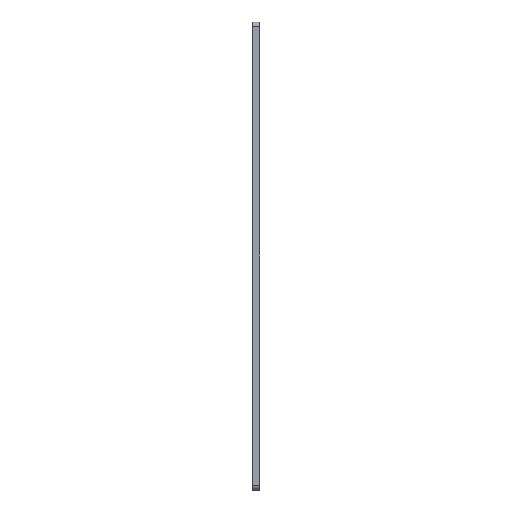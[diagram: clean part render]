
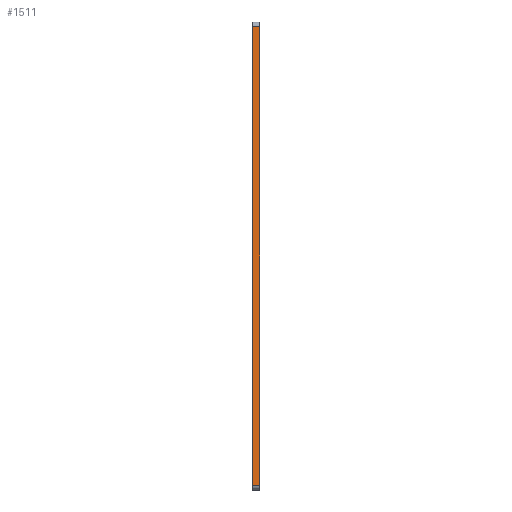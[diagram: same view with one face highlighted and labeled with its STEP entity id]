
A CAD part, left-side view. The second image highlights one B-rep face of the part: STEP entity #1511.
In plain terms, the highlighted planar face has unit normal (-1, 0, 0).
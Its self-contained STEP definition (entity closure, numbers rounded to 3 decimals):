
#18 = VECTOR ( 'NONE', #441, 1000. ) ;
#60 = ORIENTED_EDGE ( 'NONE', *, *, #308, .F. ) ;
#101 = VERTEX_POINT ( 'NONE', #403 ) ;
#190 = LINE ( 'NONE', #629, #1536 ) ;
#207 = EDGE_CURVE ( 'NONE', #794, #101, #1702, .T. ) ;
#238 = LINE ( 'NONE', #812, #1056 ) ;
#308 = EDGE_CURVE ( 'NONE', #794, #1391, #190, .T. ) ;
#316 = AXIS2_PLACEMENT_3D ( 'NONE', #581, #1434, #1290 ) ;
#338 = EDGE_LOOP ( 'NONE', ( #380, #60, #1679, #1112 ) ) ;
#364 = VERTEX_POINT ( 'NONE', #1626 ) ;
#380 = ORIENTED_EDGE ( 'NONE', *, *, #1408, .F. ) ;
#403 = CARTESIAN_POINT ( 'NONE',  ( -48.5, 1.5, -47.5 ) ) ;
#431 = CARTESIAN_POINT ( 'NONE',  ( -48.5, 1.5, 0. ) ) ;
#441 = DIRECTION ( 'NONE',  ( 0., 0., -1. ) ) ;
#508 = VECTOR ( 'NONE', #1111, 1000. ) ;
#554 = LINE ( 'NONE', #1562, #508 ) ;
#581 = CARTESIAN_POINT ( 'NONE',  ( -48.5, 1.5, 0. ) ) ;
#629 = CARTESIAN_POINT ( 'NONE',  ( -48.5, 1.5, 47.5 ) ) ;
#794 = VERTEX_POINT ( 'NONE', #1775 ) ;
#812 = CARTESIAN_POINT ( 'NONE',  ( -48.5, 1.5, -47.5 ) ) ;
#852 = CARTESIAN_POINT ( 'NONE',  ( -48.5, 0., 47.5 ) ) ;
#881 = PLANE ( 'NONE',  #316 ) ;
#1056 = VECTOR ( 'NONE', #1480, 1000. ) ;
#1111 = DIRECTION ( 'NONE',  ( 0., 0., -1. ) ) ;
#1112 = ORIENTED_EDGE ( 'NONE', *, *, #1605, .T. ) ;
#1179 = DIRECTION ( 'NONE',  ( 0., -1., 0. ) ) ;
#1290 = DIRECTION ( 'NONE',  ( 0., 0., 1. ) ) ;
#1391 = VERTEX_POINT ( 'NONE', #852 ) ;
#1408 = EDGE_CURVE ( 'NONE', #1391, #364, #554, .T. ) ;
#1434 = DIRECTION ( 'NONE',  ( -1., 0., 0. ) ) ;
#1480 = DIRECTION ( 'NONE',  ( 0., -1., 0. ) ) ;
#1511 = ADVANCED_FACE ( 'NONE', ( #1703 ), #881, .T. ) ;
#1536 = VECTOR ( 'NONE', #1179, 1000. ) ;
#1562 = CARTESIAN_POINT ( 'NONE',  ( -48.5, 0., 0. ) ) ;
#1605 = EDGE_CURVE ( 'NONE', #101, #364, #238, .T. ) ;
#1626 = CARTESIAN_POINT ( 'NONE',  ( -48.5, 0., -47.5 ) ) ;
#1679 = ORIENTED_EDGE ( 'NONE', *, *, #207, .T. ) ;
#1702 = LINE ( 'NONE', #431, #18 ) ;
#1703 = FACE_OUTER_BOUND ( 'NONE', #338, .T. ) ;
#1775 = CARTESIAN_POINT ( 'NONE',  ( -48.5, 1.5, 47.5 ) ) ;
